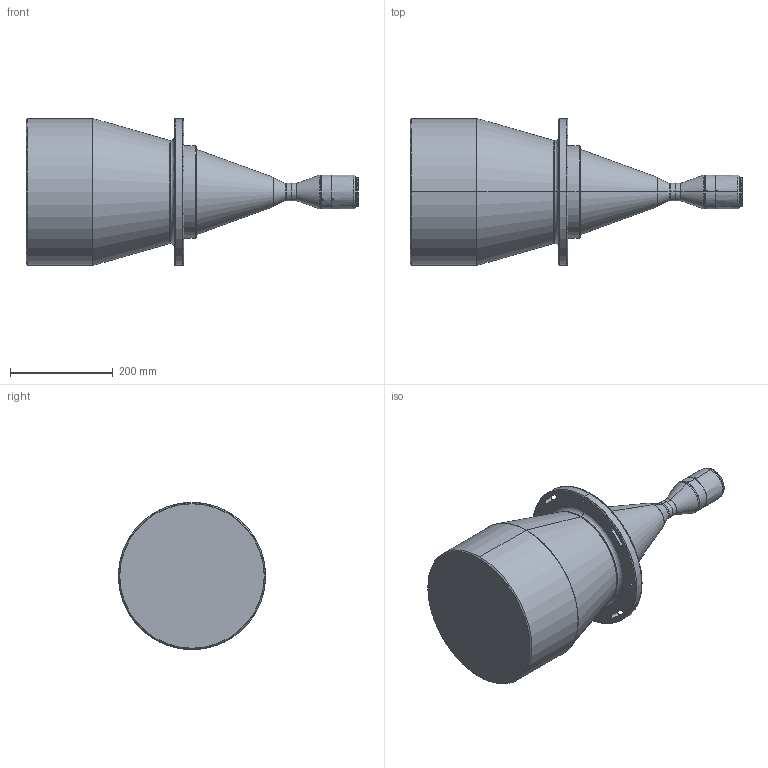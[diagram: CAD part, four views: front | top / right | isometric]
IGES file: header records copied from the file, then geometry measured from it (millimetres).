
Start section: SolidWorks IGES file using analytic representation for surfaces
Global section: file name: DTCM210-240H-M58-AL.IGS; native system: SolidWorks 2012; preprocessor: SolidWorks 2012; author: ZXC; date: 181101.105301; units: millimetre
Bounding box: 646 x 286 x 286 mm (x, y, z)
Surface area: 502122.1 mm2 (no closed solid volume)
Topology: 0 solids, 0 shells, 123 faces, 2380 edges, 2368 vertices
Faces by surface type: revolution 96, bspline 27
